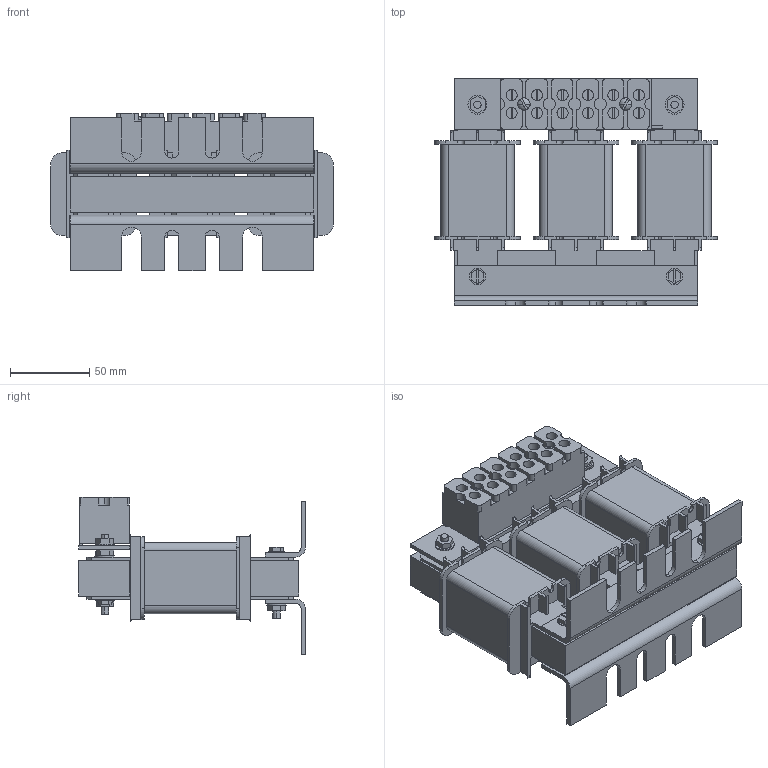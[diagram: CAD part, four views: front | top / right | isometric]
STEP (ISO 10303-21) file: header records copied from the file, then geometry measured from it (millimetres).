
FILE_DESCRIPTION (( 'STEP AP214' ), '1' );
FILE_NAME ('LR-2010.STEP', '2012-03-02T19:12:36', ( ' ' ), ( ' ' ), 'SwSTEP 2.0', 'SolidWorks 2011', '' );
FILE_SCHEMA (( 'AUTOMOTIVE_DESIGN' ));
Length unit declared in the file: millimetre
Products named in the file (1): LR-2010
Bounding box: 178 x 142.72 x 99.25 mm (x, y, z)
Volume: 847299.6 mm3; surface area: 195443.8 mm2
Topology: 34 solids, 34 shells, 1041 faces, 2810 edges, 1844 vertices
Faces by surface type: plane 767, cylinder 242, cone 24, sphere 8
Entity records: 39187 total; most frequent: CARTESIAN_POINT 5696, ORIENTED_EDGE 5620, DIRECTION 5478, EDGE_CURVE 2810, VECTOR 2226, LINE 2226, VERTEX_POINT 1844, AXIS2_PLACEMENT_3D 1626
